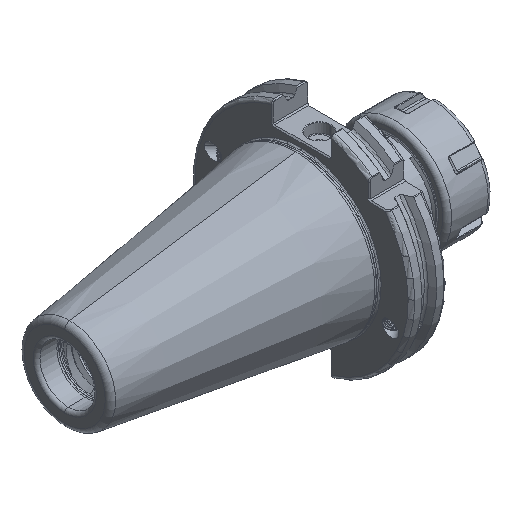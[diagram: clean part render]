
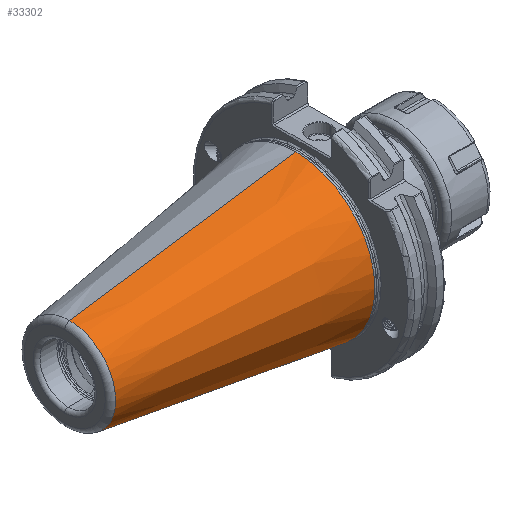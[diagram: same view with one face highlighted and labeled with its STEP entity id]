
A CAD part, isometric view. The second image highlights one B-rep face of the part: STEP entity #33302.
In plain terms, the highlighted conical face has half-angle 8.297 degrees and reference radius 35.392 mm.
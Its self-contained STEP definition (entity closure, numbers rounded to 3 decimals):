
#628 = DIRECTION ( 'NONE',  ( 0., 0., 1. ) ) ;
#645 = DIRECTION ( 'NONE',  ( 1., 0., 0. ) ) ;
#658 = CARTESIAN_POINT ( 'NONE',  ( -102.811, 0., 0. ) ) ;
#752 = DIRECTION ( 'NONE',  ( 0., 1., 0. ) ) ;
#764 = DIRECTION ( 'NONE',  ( 1., 0., 0. ) ) ;
#779 = CARTESIAN_POINT ( 'NONE',  ( -2.5, 0., 0. ) ) ;
#11010 = AXIS2_PLACEMENT_3D ( 'NONE', #658, #645, #628 ) ;
#11029 = AXIS2_PLACEMENT_3D ( 'NONE', #779, #764, #752 ) ;
#11492 = AXIS2_PLACEMENT_3D ( 'NONE', #32298, #32295, #32241 ) ;
#11619 = AXIS2_PLACEMENT_3D ( 'NONE', #12449, #12469, #12464 ) ;
#12449 = CARTESIAN_POINT ( 'NONE',  ( -2.5, 0., 0. ) ) ;
#12464 = DIRECTION ( 'NONE',  ( 0., 1., 0. ) ) ;
#12469 = DIRECTION ( 'NONE',  ( 1., 0., 0. ) ) ;
#13113 = DIRECTION ( 'NONE',  ( 0.99, 0., -0.144 ) ) ;
#13117 = CARTESIAN_POINT ( 'NONE',  ( 0., 0., -35.392 ) ) ;
#15082 = CARTESIAN_POINT ( 'NONE',  ( -2.5, -35.027, 0. ) ) ;
#15101 = CARTESIAN_POINT ( 'NONE',  ( -2.5, 0., 35.027 ) ) ;
#15103 = CARTESIAN_POINT ( 'NONE',  ( -102.811, 0., 20.399 ) ) ;
#15166 = CARTESIAN_POINT ( 'NONE',  ( -102.811, 0., -20.399 ) ) ;
#15216 = CARTESIAN_POINT ( 'NONE',  ( -2.5, 0., -35.027 ) ) ;
#17772 = EDGE_CURVE ( 'NONE', #22569, #22577, #19365, .T. ) ;
#17835 = EDGE_CURVE ( 'NONE', #22494, #22508, #19390, .T. ) ;
#17897 = EDGE_CURVE ( 'NONE', #22508, #22469, #19437, .T. ) ;
#19309 = VECTOR ( 'NONE', #13113, 1000. ) ;
#19365 = LINE ( 'NONE', #13117, #19309 ) ;
#19390 = LINE ( 'NONE', #25216, #19396 ) ;
#19396 = VECTOR ( 'NONE', #25220, 1000. ) ;
#19437 = CIRCLE ( 'NONE', #11619, 35.027 ) ;
#20663 = EDGE_CURVE ( 'NONE', #22494, #22569, #26298, .T. ) ;
#20677 = EDGE_CURVE ( 'NONE', #22469, #22577, #26324, .T. ) ;
#22469 = VERTEX_POINT ( 'NONE', #15082 ) ;
#22494 = VERTEX_POINT ( 'NONE', #15103 ) ;
#22508 = VERTEX_POINT ( 'NONE', #15101 ) ;
#22569 = VERTEX_POINT ( 'NONE', #15166 ) ;
#22577 = VERTEX_POINT ( 'NONE', #15216 ) ;
#22616 = ORIENTED_EDGE ( 'NONE', *, *, #17897, .F. ) ;
#22647 = ORIENTED_EDGE ( 'NONE', *, *, #20663, .T. ) ;
#22665 = ORIENTED_EDGE ( 'NONE', *, *, #17772, .T. ) ;
#22701 = ORIENTED_EDGE ( 'NONE', *, *, #20677, .F. ) ;
#25216 = CARTESIAN_POINT ( 'NONE',  ( 0., 0., 35.392 ) ) ;
#25220 = DIRECTION ( 'NONE',  ( 0.99, 0., 0.144 ) ) ;
#26298 = CIRCLE ( 'NONE', #11010, 20.399 ) ;
#26324 = CIRCLE ( 'NONE', #11029, 35.027 ) ;
#26891 = CONICAL_SURFACE ( 'NONE', #11492, 35.392, 0.145 ) ;
#26897 = FACE_OUTER_BOUND ( 'NONE', #35782, .T. ) ;
#32241 = DIRECTION ( 'NONE',  ( 0., 0., -1. ) ) ;
#32295 = DIRECTION ( 'NONE',  ( 1., 0., 0. ) ) ;
#32298 = CARTESIAN_POINT ( 'NONE',  ( 0., 0., 0. ) ) ;
#33302 = ADVANCED_FACE ( 'NONE', ( #26897 ), #26891, .T. ) ;
#35420 = ORIENTED_EDGE ( 'NONE', *, *, #17835, .F. ) ;
#35782 = EDGE_LOOP ( 'NONE', ( #35420, #22647, #22665, #22701, #22616 ) ) ;
